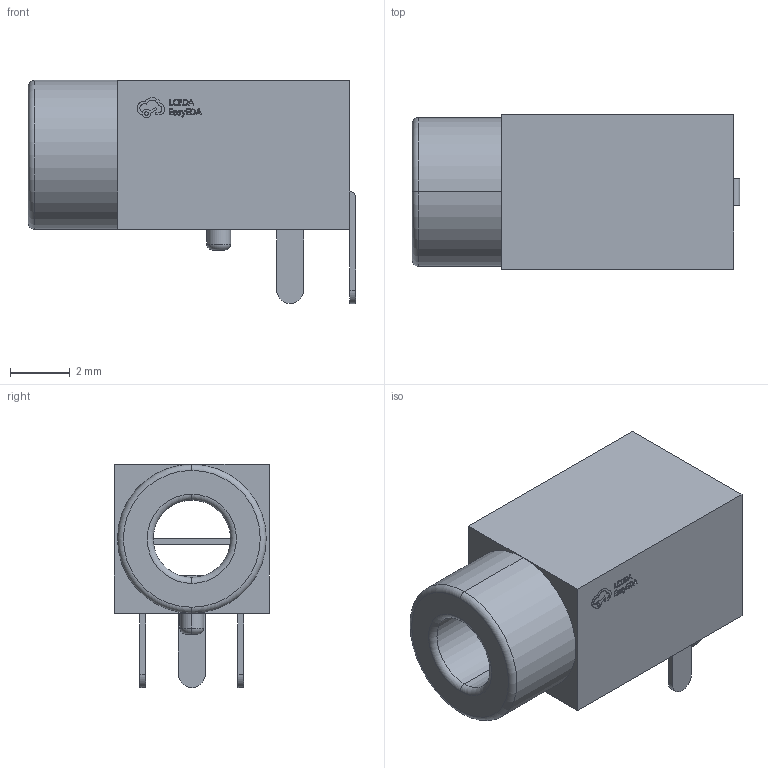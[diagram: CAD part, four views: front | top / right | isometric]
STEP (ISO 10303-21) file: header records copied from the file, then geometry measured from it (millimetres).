
FILE_DESCRIPTION (( 'STEP AP214' ), '1' );
FILE_NAME ('AUDIO-TH_PJ-211.step', '2022-06-16T10:37:18', ( '' ), ( '' ), 'SwSTEP 2.0', 'SolidWorks 2020', '' );
FILE_SCHEMA (( 'AUTOMOTIVE_DESIGN' ));
Length unit declared in the file: millimetre
Products named in the file (1): AUDIO-TH_PJ-211
Bounding box: 11 x 5.21 x 7.5 mm (x, y, z)
Surface area: 372.2 mm2 (no closed solid volume)
Topology: 0 solids, 16 shells, 320 faces, 889 edges, 594 vertices
Faces by surface type: plane 191, bspline 110, cylinder 13, torus 6
Entity records: 14988 total; most frequent: CARTESIAN_POINT 3882, ORIENTED_EDGE 1704, DIRECTION 1129, EDGE_CURVE 889, LINE 615, VECTOR 615, VERTEX_POINT 594, EDGE_LOOP 342
